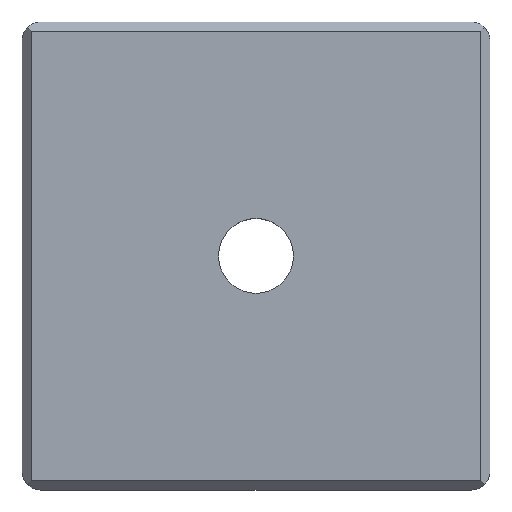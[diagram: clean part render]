
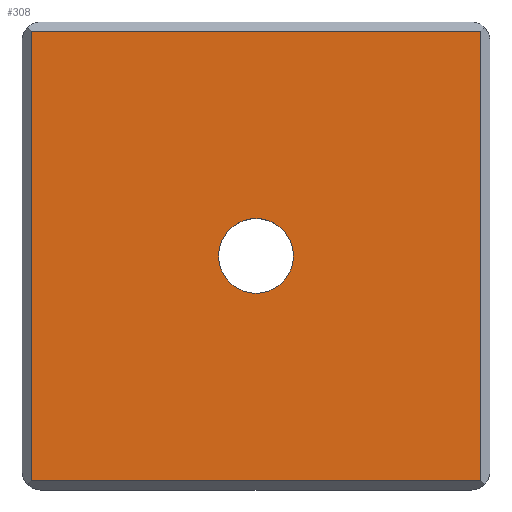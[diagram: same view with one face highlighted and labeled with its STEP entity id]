
A CAD part, top view. The second image highlights one B-rep face of the part: STEP entity #308.
In plain terms, the highlighted planar face has unit normal (0, 0, 1).
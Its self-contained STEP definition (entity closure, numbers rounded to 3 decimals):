
#25=FACE_BOUND('',#71,.T.);
#35=PLANE('',#354);
#51=FACE_OUTER_BOUND('',#70,.T.);
#70=EDGE_LOOP('',(#275,#276,#277,#278));
#71=EDGE_LOOP('',(#279));
#84=LINE('',#495,#110);
#92=LINE('',#519,#118);
#94=LINE('',#524,#120);
#98=LINE('',#533,#124);
#110=VECTOR('',#400,10.);
#118=VECTOR('',#424,10.);
#120=VECTOR('',#430,10.);
#124=VECTOR('',#442,10.);
#133=CIRCLE('',#355,4.);
#149=VERTEX_POINT('',#492);
#150=VERTEX_POINT('',#494);
#157=VERTEX_POINT('',#516);
#158=VERTEX_POINT('',#518);
#161=VERTEX_POINT('',#535);
#181=EDGE_CURVE('',#149,#150,#84,.T.);
#193=EDGE_CURVE('',#157,#158,#92,.T.);
#196=EDGE_CURVE('',#150,#157,#94,.T.);
#201=EDGE_CURVE('',#158,#149,#98,.T.);
#202=EDGE_CURVE('',#161,#161,#133,.T.);
#275=ORIENTED_EDGE('',*,*,#201,.F.);
#276=ORIENTED_EDGE('',*,*,#193,.F.);
#277=ORIENTED_EDGE('',*,*,#196,.F.);
#278=ORIENTED_EDGE('',*,*,#181,.F.);
#279=ORIENTED_EDGE('',*,*,#202,.T.);
#308=ADVANCED_FACE('',(#51,#25),#35,.T.);
#354=AXIS2_PLACEMENT_3D('',#534,#443,#444);
#355=AXIS2_PLACEMENT_3D('',#536,#445,#446);
#400=DIRECTION('',(0.,1.,0.));
#424=DIRECTION('',(0.,-1.,0.));
#430=DIRECTION('',(1.,0.,0.));
#442=DIRECTION('',(-1.,0.,0.));
#443=DIRECTION('center_axis',(0.,0.,1.));
#444=DIRECTION('ref_axis',(1.,0.,0.));
#445=DIRECTION('center_axis',(0.,0.,-1.));
#446=DIRECTION('ref_axis',(-1.,0.,0.));
#492=CARTESIAN_POINT('',(-24.,-24.,8.));
#494=CARTESIAN_POINT('',(-24.,24.,8.));
#495=CARTESIAN_POINT('',(-24.,12.5,8.));
#516=CARTESIAN_POINT('',(24.,24.,8.));
#518=CARTESIAN_POINT('',(24.,-24.,8.));
#519=CARTESIAN_POINT('',(24.,-12.5,8.));
#524=CARTESIAN_POINT('',(12.5,24.,8.));
#533=CARTESIAN_POINT('',(-12.5,-24.,8.));
#534=CARTESIAN_POINT('Origin',(0.,0.,8.));
#535=CARTESIAN_POINT('',(4.,0.,8.));
#536=CARTESIAN_POINT('Origin',(0.,0.,8.));
